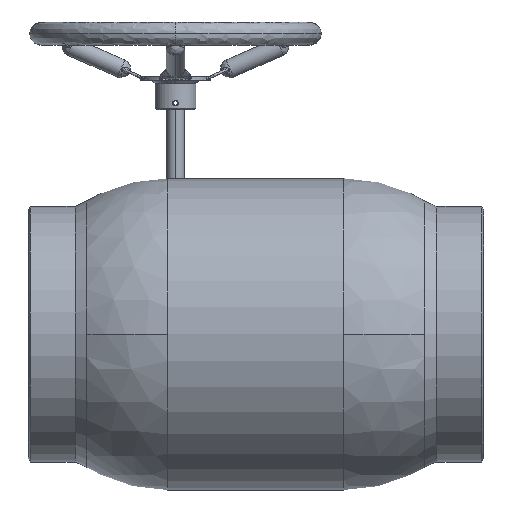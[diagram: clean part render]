
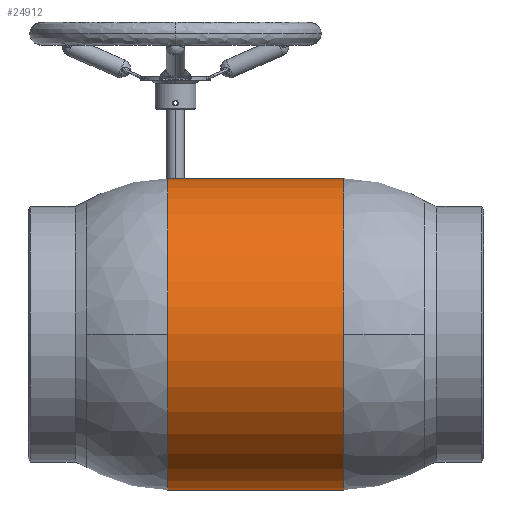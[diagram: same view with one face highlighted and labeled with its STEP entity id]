
A CAD part, front view. The second image highlights one B-rep face of the part: STEP entity #24912.
In plain terms, the highlighted cylindrical face has radius 133.5 mm (diameter 267 mm), a partial arc.
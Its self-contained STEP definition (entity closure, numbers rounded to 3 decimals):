
#16735 = CARTESIAN_POINT ( 'NONE',  ( 75.5, -133.5, 0. ) ) ;
#16741 = DIRECTION ( 'NONE',  ( 0., 1., 0. ) ) ;
#16742 = DIRECTION ( 'NONE',  ( 1., 0., 0. ) ) ;
#16743 = CARTESIAN_POINT ( 'NONE',  ( 75.5, 0., 0. ) ) ;
#16744 = AXIS2_PLACEMENT_3D ( 'NONE', #16743, #16742, #16741 ) ;
#16745 = CIRCLE ( 'NONE', #16744, 133.5 ) ;
#16911 = DIRECTION ( 'NONE',  ( 0., 1., 0. ) ) ;
#16912 = DIRECTION ( 'NONE',  ( 1., 0., 0. ) ) ;
#16913 = CARTESIAN_POINT ( 'NONE',  ( 75.5, 0., 0. ) ) ;
#16914 = AXIS2_PLACEMENT_3D ( 'NONE', #16913, #16912, #16911 ) ;
#16920 = CIRCLE ( 'NONE', #16914, 133.5 ) ;
#17049 = FACE_OUTER_BOUND ( 'NONE', #24915, .T. ) ;
#17050 = DIRECTION ( 'NONE',  ( 0., -1., 0. ) ) ;
#17051 = DIRECTION ( 'NONE',  ( -1., 0., 0. ) ) ;
#17052 = CARTESIAN_POINT ( 'NONE',  ( -75.5, 0., 0. ) ) ;
#17053 = AXIS2_PLACEMENT_3D ( 'NONE', #17052, #17051, #17050 ) ;
#17059 = CIRCLE ( 'NONE', #17053, 133.5 ) ;
#17083 = DIRECTION ( 'NONE',  ( 0., 0., 1. ) ) ;
#17084 = DIRECTION ( 'NONE',  ( -1., 0., 0. ) ) ;
#17085 = CARTESIAN_POINT ( 'NONE',  ( 0., 0., 0. ) ) ;
#17086 = AXIS2_PLACEMENT_3D ( 'NONE', #17085, #17084, #17083 ) ;
#17088 = CYLINDRICAL_SURFACE ( 'NONE', #17086, 133.5 ) ;
#17722 = CARTESIAN_POINT ( 'NONE',  ( 0., 0., 133.5 ) ) ;
#17723 = LINE ( 'NONE', #17722, #17778 ) ;
#17724 = CARTESIAN_POINT ( 'NONE',  ( -75.5, 0., 133.5 ) ) ;
#17736 = CARTESIAN_POINT ( 'NONE',  ( -75.5, 0., -133.5 ) ) ;
#17737 = DIRECTION ( 'NONE',  ( -1., 0., 0. ) ) ;
#17738 = VECTOR ( 'NONE', #17737, 1000. ) ;
#17739 = CARTESIAN_POINT ( 'NONE',  ( 0., 0., -133.5 ) ) ;
#17740 = LINE ( 'NONE', #17739, #17738 ) ;
#17742 = DIRECTION ( 'NONE',  ( 0., -1., 0. ) ) ;
#17743 = DIRECTION ( 'NONE',  ( -1., 0., 0. ) ) ;
#17744 = CARTESIAN_POINT ( 'NONE',  ( -75.5, 0., 0. ) ) ;
#17745 = AXIS2_PLACEMENT_3D ( 'NONE', #17744, #17743, #17742 ) ;
#17746 = CIRCLE ( 'NONE', #17745, 133.5 ) ;
#17747 = CARTESIAN_POINT ( 'NONE',  ( -75.5, -133.5, 0. ) ) ;
#17776 = CARTESIAN_POINT ( 'NONE',  ( 75.5, 0., 133.5 ) ) ;
#17777 = DIRECTION ( 'NONE',  ( -1., 0., 0. ) ) ;
#17778 = VECTOR ( 'NONE', #17777, 1000. ) ;
#17865 = CARTESIAN_POINT ( 'NONE',  ( 75.5, 0., -133.5 ) ) ;
#24735 = EDGE_CURVE ( 'NONE', #25367, #24741, #16745, .T. ) ;
#24741 = VERTEX_POINT ( 'NONE', #16735 ) ;
#24844 = EDGE_CURVE ( 'NONE', #24741, #25388, #16920, .T. ) ;
#24911 = EDGE_CURVE ( 'NONE', #25350, #25342, #17059, .T. ) ;
#24912 = ADVANCED_FACE ( 'NONE', ( #17049 ), #17088, .T. ) ;
#24915 = EDGE_LOOP ( 'NONE', ( #24917, #24919, #24920, #24921, #24923, #25077 ) ) ;
#24917 = ORIENTED_EDGE ( 'NONE', *, *, #25349, .F. ) ;
#24919 = ORIENTED_EDGE ( 'NONE', *, *, #24844, .F. ) ;
#24920 = ORIENTED_EDGE ( 'NONE', *, *, #24735, .F. ) ;
#24921 = ORIENTED_EDGE ( 'NONE', *, *, #25365, .T. ) ;
#24923 = ORIENTED_EDGE ( 'NONE', *, *, #25344, .F. ) ;
#25077 = ORIENTED_EDGE ( 'NONE', *, *, #24911, .F. ) ;
#25342 = VERTEX_POINT ( 'NONE', #17747 ) ;
#25344 = EDGE_CURVE ( 'NONE', #25342, #25361, #17746, .T. ) ;
#25349 = EDGE_CURVE ( 'NONE', #25388, #25350, #17740, .T. ) ;
#25350 = VERTEX_POINT ( 'NONE', #17736 ) ;
#25361 = VERTEX_POINT ( 'NONE', #17724 ) ;
#25365 = EDGE_CURVE ( 'NONE', #25367, #25361, #17723, .T. ) ;
#25367 = VERTEX_POINT ( 'NONE', #17776 ) ;
#25388 = VERTEX_POINT ( 'NONE', #17865 ) ;
